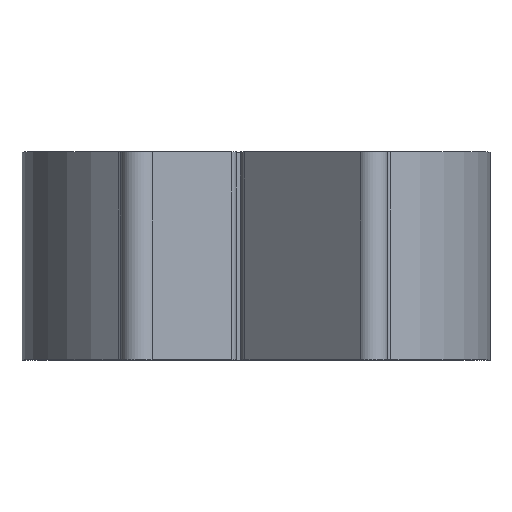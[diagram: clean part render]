
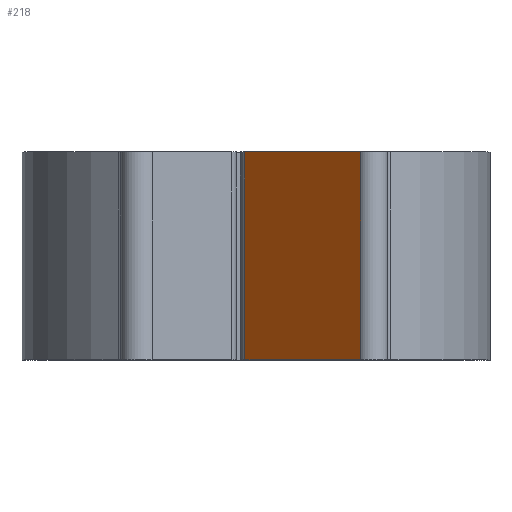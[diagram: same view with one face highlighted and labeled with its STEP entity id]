
A CAD part, top view. The second image highlights one B-rep face of the part: STEP entity #218.
In plain terms, the highlighted planar face has unit normal (-0.707, 0, 0.707).
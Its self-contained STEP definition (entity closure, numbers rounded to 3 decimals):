
#218 = ADVANCED_FACE( '', ( #432 ), #433, .F. );
#432 = FACE_OUTER_BOUND( '', #638, .T. );
#433 = PLANE( '', #639 );
#638 = EDGE_LOOP( '', ( #1255, #1256, #1257, #1258 ) );
#639 = AXIS2_PLACEMENT_3D( '', #1259, #1260, #1261 );
#1255 = ORIENTED_EDGE( '', *, *, #1462, .T. );
#1256 = ORIENTED_EDGE( '', *, *, #1471, .F. );
#1257 = ORIENTED_EDGE( '', *, *, #1508, .F. );
#1258 = ORIENTED_EDGE( '', *, *, #1452, .T. );
#1259 = CARTESIAN_POINT( '', ( -0.212, -2., 4.986 ) );
#1260 = DIRECTION( '', ( 0.707, 0., -0.707 ) );
#1261 = DIRECTION( '', ( -0.707, 0., -0.707 ) );
#1452 = EDGE_CURVE( '', #1809, #1807, #1810, .T. );
#1462 = EDGE_CURVE( '', #1807, #1819, #1821, .T. );
#1471 = EDGE_CURVE( '', #1829, #1819, #1831, .T. );
#1508 = EDGE_CURVE( '', #1809, #1829, #1873, .T. );
#1807 = VERTEX_POINT( '', #2285 );
#1809 = VERTEX_POINT( '', #2287 );
#1810 = LINE( '', #2288, #2289 );
#1819 = VERTEX_POINT( '', #2300 );
#1821 = LINE( '', #2302, #2303 );
#1829 = VERTEX_POINT( '', #2315 );
#1831 = LINE( '', #2317, #2318 );
#1873 = LINE( '', #2377, #2378 );
#2285 = CARTESIAN_POINT( '', ( 2.014, 2., 7.212 ) );
#2287 = CARTESIAN_POINT( '', ( 2.014, -2., 7.212 ) );
#2288 = CARTESIAN_POINT( '', ( 2.014, -2., 7.212 ) );
#2289 = VECTOR( '', #2591, 1000. );
#2300 = CARTESIAN_POINT( '', ( -0.212, 2., 4.986 ) );
#2302 = CARTESIAN_POINT( '', ( -0.212, 2., 4.986 ) );
#2303 = VECTOR( '', #2609, 1000. );
#2315 = CARTESIAN_POINT( '', ( -0.212, -2., 4.986 ) );
#2317 = CARTESIAN_POINT( '', ( -0.212, -2., 4.986 ) );
#2318 = VECTOR( '', #2617, 1000. );
#2377 = CARTESIAN_POINT( '', ( -0.212, -2., 4.986 ) );
#2378 = VECTOR( '', #2644, 1000. );
#2591 = DIRECTION( '', ( 0., 1., 0. ) );
#2609 = DIRECTION( '', ( -0.707, 0., -0.707 ) );
#2617 = DIRECTION( '', ( 0., 1., 0. ) );
#2644 = DIRECTION( '', ( -0.707, 0., -0.707 ) );
